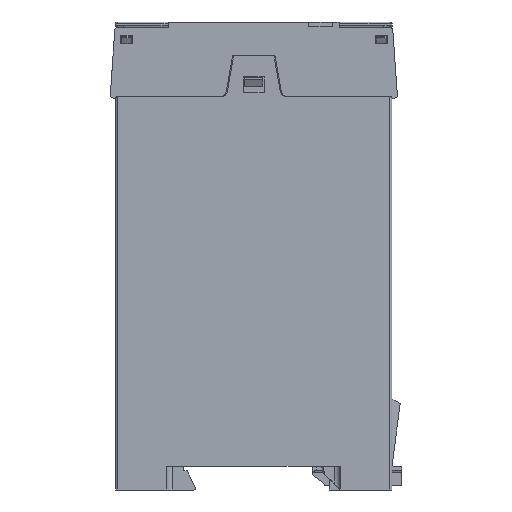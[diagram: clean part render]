
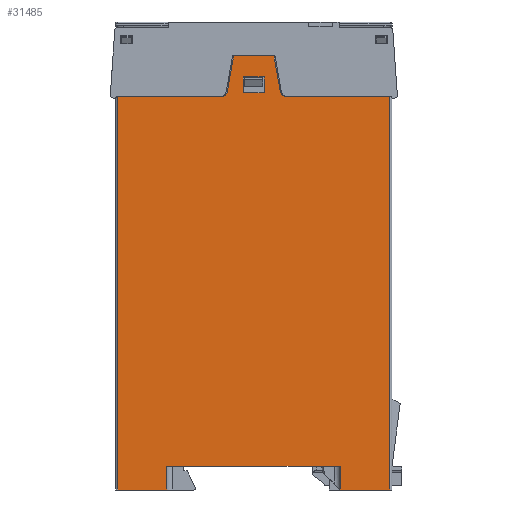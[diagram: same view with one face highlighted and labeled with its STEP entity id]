
A CAD part, left-side view. The second image highlights one B-rep face of the part: STEP entity #31485.
In plain terms, the highlighted planar face has unit normal (-1, 0, 0).
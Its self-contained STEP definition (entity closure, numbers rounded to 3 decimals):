
#618=FACE_BOUND('',#3672,.T.);
#783=PLANE('',#33237);
#2051=FACE_OUTER_BOUND('',#3671,.T.);
#3671=EDGE_LOOP('',(#22171,#22172,#22173,#22174,#22175,#22176,#22177,#22178,
#22179,#22180,#22181,#22182,#22183,#22184));
#3672=EDGE_LOOP('',(#22185,#22186,#22187,#22188));
#5338=CIRCLE('',#33238,1.5);
#5339=CIRCLE('',#33239,1.5);
#5936=LINE('',#43427,#9771);
#6019=LINE('',#43609,#9854);
#6040=LINE('',#43661,#9875);
#6100=LINE('',#43800,#9935);
#6103=LINE('',#43807,#9938);
#6207=LINE('',#44047,#10042);
#6211=LINE('',#44061,#10046);
#6221=LINE('',#44080,#10056);
#6223=LINE('',#44086,#10058);
#6224=LINE('',#44088,#10059);
#6225=LINE('',#44090,#10060);
#6226=LINE('',#44092,#10061);
#6227=LINE('',#44095,#10062);
#6228=LINE('',#44097,#10063);
#6229=LINE('',#44099,#10064);
#6230=LINE('',#44100,#10065);
#9771=VECTOR('',#35301,10.);
#9854=VECTOR('',#35406,10.);
#9875=VECTOR('',#35443,10.);
#9935=VECTOR('',#35603,10.);
#9938=VECTOR('',#35612,10.);
#10042=VECTOR('',#35828,10.);
#10046=VECTOR('',#35842,10.);
#10056=VECTOR('',#35854,10.);
#10058=VECTOR('',#35860,10.);
#10059=VECTOR('',#35861,10.);
#10060=VECTOR('',#35862,10.);
#10061=VECTOR('',#35865,10.);
#10062=VECTOR('',#35866,10.);
#10063=VECTOR('',#35867,10.);
#10064=VECTOR('',#35868,10.);
#10065=VECTOR('',#35869,10.);
#13613=VERTEX_POINT('',#43424);
#13614=VERTEX_POINT('',#43426);
#13701=VERTEX_POINT('',#43607);
#13702=VERTEX_POINT('',#43608);
#13724=VERTEX_POINT('',#43658);
#13725=VERTEX_POINT('',#43660);
#13834=VERTEX_POINT('',#44044);
#13835=VERTEX_POINT('',#44046);
#13839=VERTEX_POINT('',#44058);
#13840=VERTEX_POINT('',#44060);
#13849=VERTEX_POINT('',#44083);
#13850=VERTEX_POINT('',#44085);
#13851=VERTEX_POINT('',#44087);
#13852=VERTEX_POINT('',#44089);
#13853=VERTEX_POINT('',#44093);
#13854=VERTEX_POINT('',#44094);
#13855=VERTEX_POINT('',#44096);
#13856=VERTEX_POINT('',#44098);
#16819=EDGE_CURVE('',#13614,#13613,#5936,.T.);
#16909=EDGE_CURVE('',#13701,#13702,#6019,.T.);
#16936=EDGE_CURVE('',#13725,#13724,#6040,.T.);
#17007=EDGE_CURVE('',#13724,#13614,#6100,.T.);
#17011=EDGE_CURVE('',#13613,#13701,#6103,.T.);
#17134=EDGE_CURVE('',#13835,#13834,#6207,.T.);
#17141=EDGE_CURVE('',#13840,#13839,#6211,.T.);
#17151=EDGE_CURVE('',#13835,#13702,#6221,.T.);
#17153=EDGE_CURVE('',#13849,#13834,#5338,.T.);
#17154=EDGE_CURVE('',#13849,#13850,#6223,.T.);
#17155=EDGE_CURVE('',#13850,#13851,#6224,.T.);
#17156=EDGE_CURVE('',#13851,#13852,#6225,.T.);
#17157=EDGE_CURVE('',#13840,#13852,#5339,.T.);
#17158=EDGE_CURVE('',#13725,#13839,#6226,.T.);
#17159=EDGE_CURVE('',#13853,#13854,#6227,.T.);
#17160=EDGE_CURVE('',#13854,#13855,#6228,.T.);
#17161=EDGE_CURVE('',#13855,#13856,#6229,.T.);
#17162=EDGE_CURVE('',#13856,#13853,#6230,.T.);
#22171=ORIENTED_EDGE('',*,*,#16909,.T.);
#22172=ORIENTED_EDGE('',*,*,#17151,.F.);
#22173=ORIENTED_EDGE('',*,*,#17134,.T.);
#22174=ORIENTED_EDGE('',*,*,#17153,.F.);
#22175=ORIENTED_EDGE('',*,*,#17154,.T.);
#22176=ORIENTED_EDGE('',*,*,#17155,.T.);
#22177=ORIENTED_EDGE('',*,*,#17156,.T.);
#22178=ORIENTED_EDGE('',*,*,#17157,.F.);
#22179=ORIENTED_EDGE('',*,*,#17141,.T.);
#22180=ORIENTED_EDGE('',*,*,#17158,.F.);
#22181=ORIENTED_EDGE('',*,*,#16936,.T.);
#22182=ORIENTED_EDGE('',*,*,#17007,.T.);
#22183=ORIENTED_EDGE('',*,*,#16819,.T.);
#22184=ORIENTED_EDGE('',*,*,#17011,.T.);
#22185=ORIENTED_EDGE('',*,*,#17159,.T.);
#22186=ORIENTED_EDGE('',*,*,#17160,.T.);
#22187=ORIENTED_EDGE('',*,*,#17161,.T.);
#22188=ORIENTED_EDGE('',*,*,#17162,.T.);
#31485=ADVANCED_FACE('',(#2051,#618),#783,.T.);
#33237=AXIS2_PLACEMENT_3D('',#44082,#35856,#35857);
#33238=AXIS2_PLACEMENT_3D('',#44084,#35858,#35859);
#33239=AXIS2_PLACEMENT_3D('',#44091,#35863,#35864);
#35301=DIRECTION('',(0.,-1.,0.));
#35406=DIRECTION('',(0.,-1.,0.));
#35443=DIRECTION('',(0.,-1.,0.));
#35603=DIRECTION('',(0.,0.,1.));
#35612=DIRECTION('',(0.,0.,-1.));
#35828=DIRECTION('',(0.,1.,0.));
#35842=DIRECTION('',(0.,1.,0.));
#35854=DIRECTION('',(0.,0.,-1.));
#35856=DIRECTION('center_axis',(-1.,0.,0.));
#35857=DIRECTION('ref_axis',(0.,0.,1.));
#35858=DIRECTION('center_axis',(-1.,0.,0.));
#35859=DIRECTION('ref_axis',(0.,0.643,-0.766));
#35860=DIRECTION('',(0.,0.174,0.985));
#35861=DIRECTION('',(0.,1.,0.));
#35862=DIRECTION('',(0.,0.174,-0.985));
#35863=DIRECTION('center_axis',(-1.,0.,0.));
#35864=DIRECTION('ref_axis',(0.,-0.643,-0.766));
#35865=DIRECTION('',(0.,0.,1.));
#35866=DIRECTION('',(0.,0.,1.));
#35867=DIRECTION('',(0.,-1.,0.));
#35868=DIRECTION('',(0.,0.,-1.));
#35869=DIRECTION('',(0.,1.,0.));
#43424=CARTESIAN_POINT('',(-22.5,-22.,6.));
#43426=CARTESIAN_POINT('',(-22.5,22.2,6.));
#43427=CARTESIAN_POINT('',(-22.5,-18.225,6.));
#43607=CARTESIAN_POINT('',(-22.5,-22.,0.));
#43608=CARTESIAN_POINT('',(-22.5,-34.7,0.));
#43609=CARTESIAN_POINT('',(-22.5,35.2,0.));
#43658=CARTESIAN_POINT('',(-22.5,22.2,0.));
#43660=CARTESIAN_POINT('',(-22.5,34.7,0.));
#43661=CARTESIAN_POINT('',(-22.5,35.2,0.));
#43800=CARTESIAN_POINT('',(-22.5,22.2,0.));
#43807=CARTESIAN_POINT('',(-22.5,-22.,0.));
#44044=CARTESIAN_POINT('',(-22.5,-8.234,100.25));
#44046=CARTESIAN_POINT('',(-22.5,-34.7,100.25));
#44047=CARTESIAN_POINT('',(-22.5,-21.088,100.25));
#44058=CARTESIAN_POINT('',(-22.5,34.7,100.25));
#44060=CARTESIAN_POINT('',(-22.5,8.234,100.25));
#44061=CARTESIAN_POINT('',(-22.5,35.2,100.25));
#44080=CARTESIAN_POINT('',(-22.5,-34.7,0.));
#44082=CARTESIAN_POINT('Origin',(-22.5,-35.2,0.));
#44083=CARTESIAN_POINT('',(-22.5,-6.756,101.49));
#44084=CARTESIAN_POINT('Origin',(-22.5,-8.234,101.75));
#44085=CARTESIAN_POINT('',(-22.5,-5.15,110.6));
#44086=CARTESIAN_POINT('',(-22.5,-15.06,54.398));
#44087=CARTESIAN_POINT('',(-22.5,5.15,110.6));
#44088=CARTESIAN_POINT('',(-22.5,-7.15,110.6));
#44089=CARTESIAN_POINT('',(-22.5,6.756,101.49));
#44090=CARTESIAN_POINT('',(-22.5,14.911,55.243));
#44091=CARTESIAN_POINT('Origin',(-22.5,8.234,101.75));
#44092=CARTESIAN_POINT('',(-22.5,34.7,0.));
#44093=CARTESIAN_POINT('',(-22.5,2.65,101.25));
#44094=CARTESIAN_POINT('',(-22.5,2.65,105.25));
#44095=CARTESIAN_POINT('',(-22.5,2.65,51.625));
#44096=CARTESIAN_POINT('',(-22.5,-2.65,105.25));
#44097=CARTESIAN_POINT('',(-22.5,-17.6,105.25));
#44098=CARTESIAN_POINT('',(-22.5,-2.65,101.25));
#44099=CARTESIAN_POINT('',(-22.5,-2.65,51.625));
#44100=CARTESIAN_POINT('',(-22.5,-17.6,101.25));
